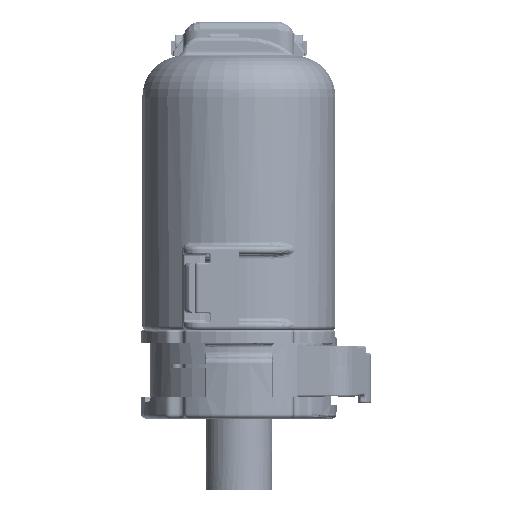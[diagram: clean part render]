
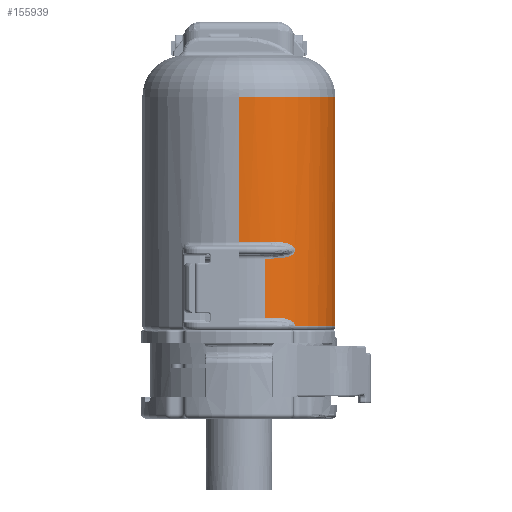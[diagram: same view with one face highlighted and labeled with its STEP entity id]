
A CAD part, left-side view. The second image highlights one B-rep face of the part: STEP entity #155939.
In plain terms, the highlighted cylindrical face has radius 11.5 mm (diameter 23 mm), a partial arc.
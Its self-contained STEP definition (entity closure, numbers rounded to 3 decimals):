
#155769=AXIS2_PLACEMENT_3D('Circle Axis2P3D',#155767,#155768,$) ;
#155814=AXIS2_PLACEMENT_3D('Cylinder Axis2P3D',#155811,#155812,#155813) ;
#155836=AXIS2_PLACEMENT_3D('Circle Axis2P3D',#155834,#155835,$) ;
#155881=AXIS2_PLACEMENT_3D('Circle Axis2P3D',#155879,#155880,$) ;
#155895=AXIS2_PLACEMENT_3D('Circle Axis2P3D',#155893,#155894,$) ;
#155921=AXIS2_PLACEMENT_3D('Circle Axis2P3D',#155919,#155920,$) ;
#149567=CARTESIAN_POINT('Vertex',(6.13,-6.992,5.6)) ;
#149595=CARTESIAN_POINT('Vertex',(6.13,-6.992,3.578)) ;
#149598=CARTESIAN_POINT('Line Origine',(6.13,-6.992,-5.455)) ;
#149774=CARTESIAN_POINT('Vertex',(6.13,-6.992,-21.6)) ;
#149788=CARTESIAN_POINT('Vertex',(6.13,-6.992,-3.578)) ;
#149791=CARTESIAN_POINT('Line Origine',(6.13,-6.992,-8.25)) ;
#155764=CARTESIAN_POINT('Vertex',(-14.5,0.,5.6)) ;
#155767=CARTESIAN_POINT('Axis2P3D Location',(-3.,0.,5.6)) ;
#155811=CARTESIAN_POINT('Axis2P3D Location',(-3.,0.,-5.8)) ;
#155817=CARTESIAN_POINT('Control Point',(6.13,-6.992,-3.578)) ;
#155818=CARTESIAN_POINT('Control Point',(5.901,-7.292,-2.885)) ;
#155819=CARTESIAN_POINT('Control Point',(5.705,-7.522,-2.149)) ;
#155820=CARTESIAN_POINT('Control Point',(5.562,-7.677,-1.374)) ;
#155821=CARTESIAN_POINT('Control Point',(5.447,-7.804,0.135)) ;
#155822=CARTESIAN_POINT('Control Point',(5.611,-7.623,1.629)) ;
#155823=CARTESIAN_POINT('Control Point',(5.748,-7.471,2.31)) ;
#155824=CARTESIAN_POINT('Control Point',(5.926,-7.259,2.961)) ;
#155825=CARTESIAN_POINT('Control Point',(6.13,-6.992,3.578)) ;
#155827=CARTESIAN_POINT('Line Origine',(-14.5,0.,-5.8)) ;
#155831=CARTESIAN_POINT('Vertex',(-14.5,0.,-11.6)) ;
#155834=CARTESIAN_POINT('Axis2P3D Location',(-3.,0.,-11.6)) ;
#155838=CARTESIAN_POINT('Vertex',(-13.865,-3.768,-11.6)) ;
#155842=CARTESIAN_POINT('Control Point',(-12.359,-6.683,-12.6)) ;
#155843=CARTESIAN_POINT('Control Point',(-12.359,-6.683,-12.495)) ;
#155844=CARTESIAN_POINT('Control Point',(-12.379,-6.655,-12.389)) ;
#155845=CARTESIAN_POINT('Control Point',(-12.416,-6.602,-12.303)) ;
#155846=CARTESIAN_POINT('Control Point',(-12.504,-6.477,-12.146)) ;
#155847=CARTESIAN_POINT('Control Point',(-12.606,-6.324,-12.033)) ;
#155848=CARTESIAN_POINT('Control Point',(-12.661,-6.239,-11.982)) ;
#155849=CARTESIAN_POINT('Control Point',(-12.805,-6.014,-11.867)) ;
#155850=CARTESIAN_POINT('Control Point',(-12.947,-5.775,-11.789)) ;
#155851=CARTESIAN_POINT('Control Point',(-13.032,-5.625,-11.75)) ;
#155852=CARTESIAN_POINT('Control Point',(-13.278,-5.176,-11.657)) ;
#155853=CARTESIAN_POINT('Control Point',(-13.499,-4.711,-11.618)) ;
#155854=CARTESIAN_POINT('Control Point',(-13.633,-4.4,-11.605)) ;
#155855=CARTESIAN_POINT('Control Point',(-13.755,-4.085,-11.6)) ;
#155856=CARTESIAN_POINT('Control Point',(-13.865,-3.768,-11.6)) ;
#155857=CARTESIAN_POINT('Vertex',(-12.359,-6.683,-12.6)) ;
#155861=CARTESIAN_POINT('Control Point',(-13.865,-3.768,-13.6)) ;
#155862=CARTESIAN_POINT('Control Point',(-13.747,-4.11,-13.6)) ;
#155863=CARTESIAN_POINT('Control Point',(-13.614,-4.448,-13.595)) ;
#155864=CARTESIAN_POINT('Control Point',(-13.469,-4.781,-13.579)) ;
#155865=CARTESIAN_POINT('Control Point',(-13.24,-5.252,-13.535)) ;
#155866=CARTESIAN_POINT('Control Point',(-12.986,-5.706,-13.429)) ;
#155867=CARTESIAN_POINT('Control Point',(-12.909,-5.839,-13.391)) ;
#155868=CARTESIAN_POINT('Control Point',(-12.764,-6.08,-13.306)) ;
#155869=CARTESIAN_POINT('Control Point',(-12.618,-6.306,-13.18)) ;
#155870=CARTESIAN_POINT('Control Point',(-12.551,-6.407,-13.111)) ;
#155871=CARTESIAN_POINT('Control Point',(-12.455,-6.548,-12.986)) ;
#155872=CARTESIAN_POINT('Control Point',(-12.386,-6.645,-12.809)) ;
#155873=CARTESIAN_POINT('Control Point',(-12.368,-6.67,-12.743)) ;
#155874=CARTESIAN_POINT('Control Point',(-12.359,-6.683,-12.672)) ;
#155875=CARTESIAN_POINT('Control Point',(-12.359,-6.683,-12.6)) ;
#155876=CARTESIAN_POINT('Vertex',(-13.865,-3.768,-13.6)) ;
#155879=CARTESIAN_POINT('Axis2P3D Location',(-3.,0.,-13.6)) ;
#155883=CARTESIAN_POINT('Vertex',(-14.074,-3.101,-13.6)) ;
#155886=CARTESIAN_POINT('Line Origine',(-14.074,-3.101,-5.8)) ;
#155890=CARTESIAN_POINT('Vertex',(-14.074,-3.101,-20.6)) ;
#155893=CARTESIAN_POINT('Axis2P3D Location',(-3.,0.,-20.6)) ;
#155897=CARTESIAN_POINT('Vertex',(-13.865,-3.768,-20.6)) ;
#155901=CARTESIAN_POINT('Control Point',(-13.865,-3.768,-20.6)) ;
#155902=CARTESIAN_POINT('Control Point',(-13.747,-4.11,-20.6)) ;
#155903=CARTESIAN_POINT('Control Point',(-13.614,-4.448,-20.605)) ;
#155904=CARTESIAN_POINT('Control Point',(-13.469,-4.781,-20.621)) ;
#155905=CARTESIAN_POINT('Control Point',(-13.24,-5.252,-20.665)) ;
#155906=CARTESIAN_POINT('Control Point',(-12.986,-5.706,-20.771)) ;
#155907=CARTESIAN_POINT('Control Point',(-12.909,-5.839,-20.809)) ;
#155908=CARTESIAN_POINT('Control Point',(-12.764,-6.08,-20.894)) ;
#155909=CARTESIAN_POINT('Control Point',(-12.618,-6.306,-21.02)) ;
#155910=CARTESIAN_POINT('Control Point',(-12.551,-6.407,-21.089)) ;
#155911=CARTESIAN_POINT('Control Point',(-12.455,-6.548,-21.214)) ;
#155912=CARTESIAN_POINT('Control Point',(-12.386,-6.645,-21.391)) ;
#155913=CARTESIAN_POINT('Control Point',(-12.368,-6.67,-21.457)) ;
#155914=CARTESIAN_POINT('Control Point',(-12.359,-6.683,-21.528)) ;
#155915=CARTESIAN_POINT('Control Point',(-12.359,-6.683,-21.6)) ;
#155916=CARTESIAN_POINT('Vertex',(-12.359,-6.683,-21.6)) ;
#155919=CARTESIAN_POINT('Axis2P3D Location',(-3.,0.,-21.6)) ;
#149599=DIRECTION('Vector Direction',(0.,0.,1.)) ;
#149792=DIRECTION('Vector Direction',(0.,0.,-1.)) ;
#155768=DIRECTION('Axis2P3D Direction',(0.,0.,-1.)) ;
#155812=DIRECTION('Axis2P3D Direction',(0.,0.,1.)) ;
#155813=DIRECTION('Axis2P3D XDirection',(-1.,0.,0.)) ;
#155828=DIRECTION('Vector Direction',(0.,0.,1.)) ;
#155835=DIRECTION('Axis2P3D Direction',(0.,0.,1.)) ;
#155880=DIRECTION('Axis2P3D Direction',(0.,0.,1.)) ;
#155887=DIRECTION('Vector Direction',(0.,0.,1.)) ;
#155894=DIRECTION('Axis2P3D Direction',(0.,0.,1.)) ;
#155920=DIRECTION('Axis2P3D Direction',(0.,0.,1.)) ;
#149600=VECTOR('Line Direction',#149599,1.) ;
#149793=VECTOR('Line Direction',#149792,1.) ;
#155829=VECTOR('Line Direction',#155828,1.) ;
#155888=VECTOR('Line Direction',#155887,1.) ;
#155925=ORIENTED_EDGE('',*,*,#149795,.F.) ;
#155926=ORIENTED_EDGE('',*,*,#155826,.F.) ;
#155927=ORIENTED_EDGE('',*,*,#149602,.T.) ;
#155928=ORIENTED_EDGE('',*,*,#155771,.F.) ;
#155929=ORIENTED_EDGE('',*,*,#155833,.F.) ;
#155930=ORIENTED_EDGE('',*,*,#155840,.T.) ;
#155931=ORIENTED_EDGE('',*,*,#155859,.T.) ;
#155932=ORIENTED_EDGE('',*,*,#155878,.T.) ;
#155933=ORIENTED_EDGE('',*,*,#155885,.T.) ;
#155934=ORIENTED_EDGE('',*,*,#155892,.F.) ;
#155935=ORIENTED_EDGE('',*,*,#155899,.F.) ;
#155936=ORIENTED_EDGE('',*,*,#155918,.F.) ;
#155937=ORIENTED_EDGE('',*,*,#155923,.T.) ;
#155939=ADVANCED_FACE('SV241 cap top',(#155938),#155815,.T.) ;
#155816=B_SPLINE_CURVE_WITH_KNOTS('',5,(#155817,#155818,#155819,#155820,#155821,#155822,#155823,#155824,#155825),.UNSPECIFIED.,.F.,.U.,(6,3,6),(0.,5.617,10.617),.UNSPECIFIED.) ;
#155841=B_SPLINE_CURVE_WITH_KNOTS('',5,(#155842,#155843,#155844,#155845,#155846,#155847,#155848,#155849,#155850,#155851,#155852,#155853,#155854,#155855,#155856),.UNSPECIFIED.,.F.,.U.,(6,3,3,3,6),(0.,0.686,1.472,2.718,5.182),.UNSPECIFIED.) ;
#155860=B_SPLINE_CURVE_WITH_KNOTS('',5,(#155861,#155862,#155863,#155864,#155865,#155866,#155867,#155868,#155869,#155870,#155871,#155872,#155873,#155874,#155875),.UNSPECIFIED.,.F.,.U.,(6,3,3,3,6),(0.,2.654,3.772,4.72,5.188),.UNSPECIFIED.) ;
#155900=B_SPLINE_CURVE_WITH_KNOTS('',5,(#155901,#155902,#155903,#155904,#155905,#155906,#155907,#155908,#155909,#155910,#155911,#155912,#155913,#155914,#155915),.UNSPECIFIED.,.F.,.U.,(6,3,3,3,6),(0.,2.654,3.772,4.72,5.188),.UNSPECIFIED.) ;
#155770=CIRCLE('generated circle',#155769,11.5) ;
#155837=CIRCLE('generated circle',#155836,11.5) ;
#155882=CIRCLE('generated circle',#155881,11.5) ;
#155896=CIRCLE('generated circle',#155895,11.5) ;
#155922=CIRCLE('generated circle',#155921,11.5) ;
#155815=CYLINDRICAL_SURFACE('generated cylinder',#155814,11.5) ;
#149602=EDGE_CURVE('',#149596,#149568,#149601,.T.) ;
#149795=EDGE_CURVE('',#149789,#149775,#149794,.T.) ;
#155771=EDGE_CURVE('',#155765,#149568,#155770,.F.) ;
#155826=EDGE_CURVE('',#149596,#149789,#155816,.F.) ;
#155833=EDGE_CURVE('',#155832,#155765,#155830,.T.) ;
#155840=EDGE_CURVE('',#155832,#155839,#155837,.T.) ;
#155859=EDGE_CURVE('',#155839,#155858,#155841,.F.) ;
#155878=EDGE_CURVE('',#155858,#155877,#155860,.F.) ;
#155885=EDGE_CURVE('',#155877,#155884,#155882,.F.) ;
#155892=EDGE_CURVE('',#155891,#155884,#155889,.T.) ;
#155899=EDGE_CURVE('',#155898,#155891,#155896,.F.) ;
#155918=EDGE_CURVE('',#155917,#155898,#155900,.F.) ;
#155923=EDGE_CURVE('',#155917,#149775,#155922,.T.) ;
#155924=EDGE_LOOP('',(#155925,#155926,#155927,#155928,#155929,#155930,#155931,#155932,#155933,#155934,#155935,#155936,#155937)) ;
#155938=FACE_OUTER_BOUND('',#155924,.T.) ;
#149601=LINE('Line',#149598,#149600) ;
#149794=LINE('Line',#149791,#149793) ;
#155830=LINE('Line',#155827,#155829) ;
#155889=LINE('Line',#155886,#155888) ;
#149568=VERTEX_POINT('',#149567) ;
#149596=VERTEX_POINT('',#149595) ;
#149775=VERTEX_POINT('',#149774) ;
#149789=VERTEX_POINT('',#149788) ;
#155765=VERTEX_POINT('',#155764) ;
#155832=VERTEX_POINT('',#155831) ;
#155839=VERTEX_POINT('',#155838) ;
#155858=VERTEX_POINT('',#155857) ;
#155877=VERTEX_POINT('',#155876) ;
#155884=VERTEX_POINT('',#155883) ;
#155891=VERTEX_POINT('',#155890) ;
#155898=VERTEX_POINT('',#155897) ;
#155917=VERTEX_POINT('',#155916) ;
